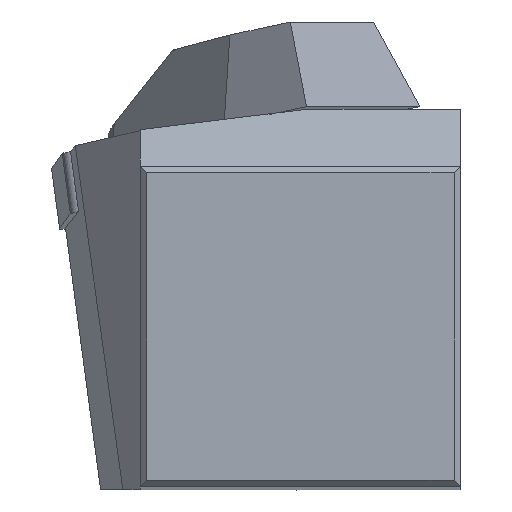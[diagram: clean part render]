
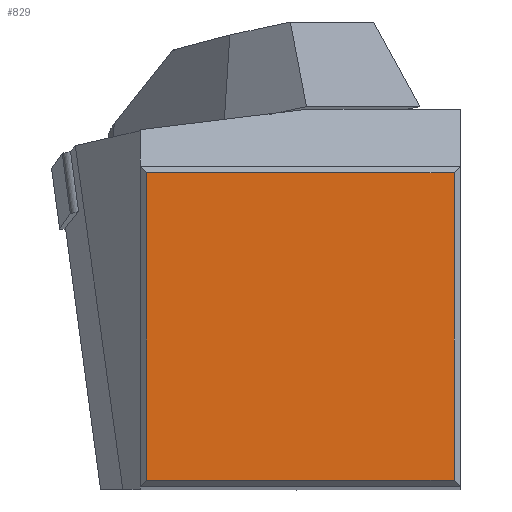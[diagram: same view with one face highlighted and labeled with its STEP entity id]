
A CAD part, top view. The second image highlights one B-rep face of the part: STEP entity #829.
In plain terms, the highlighted planar face has unit normal (0, 0, 1).
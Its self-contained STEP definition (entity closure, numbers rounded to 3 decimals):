
#113=DIRECTION('',(-1.,0.,0.));
#114=VECTOR('',#113,24.);
#115=CARTESIAN_POINT('',(-0.5,24.5,0.));
#116=LINE('',#115,#114);
#120=DIRECTION('',(0.,1.,0.));
#121=VECTOR('',#120,24.);
#122=CARTESIAN_POINT('',(-0.5,0.5,0.));
#123=LINE('',#122,#121);
#127=DIRECTION('',(1.,0.,0.));
#128=VECTOR('',#127,24.);
#129=CARTESIAN_POINT('',(-24.5,0.5,0.));
#130=LINE('',#129,#128);
#134=DIRECTION('',(0.,-1.,0.));
#135=VECTOR('',#134,24.);
#136=CARTESIAN_POINT('',(-24.5,24.5,0.));
#137=LINE('',#136,#135);
#724=CARTESIAN_POINT('',(-0.5,24.5,0.));
#725=CARTESIAN_POINT('',(-24.5,24.5,0.));
#726=VERTEX_POINT('',#724);
#727=VERTEX_POINT('',#725);
#734=CARTESIAN_POINT('',(-0.5,0.5,0.));
#735=VERTEX_POINT('',#734);
#738=CARTESIAN_POINT('',(-24.5,0.5,0.));
#739=VERTEX_POINT('',#738);
#814=CARTESIAN_POINT('',(0.,0.,0.));
#815=DIRECTION('',(0.,0.,-1.));
#816=DIRECTION('',(0.,1.,0.));
#817=AXIS2_PLACEMENT_3D('',#814,#815,#816);
#818=PLANE('',#817);
#820=ORIENTED_EDGE('',*,*,#819,.F.);
#822=ORIENTED_EDGE('',*,*,#821,.F.);
#824=ORIENTED_EDGE('',*,*,#823,.F.);
#826=ORIENTED_EDGE('',*,*,#825,.F.);
#827=EDGE_LOOP('',(#820,#822,#824,#826));
#828=FACE_OUTER_BOUND('',#827,.F.);
#819=EDGE_CURVE('',#726,#727,#116,.T.);
#821=EDGE_CURVE('',#735,#726,#123,.T.);
#823=EDGE_CURVE('',#739,#735,#130,.T.);
#825=EDGE_CURVE('',#727,#739,#137,.T.);
#829=ADVANCED_FACE('',(#828),#818,.F.);
